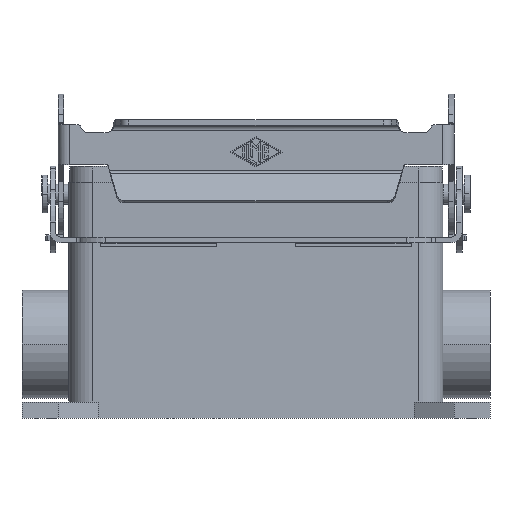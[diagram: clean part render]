
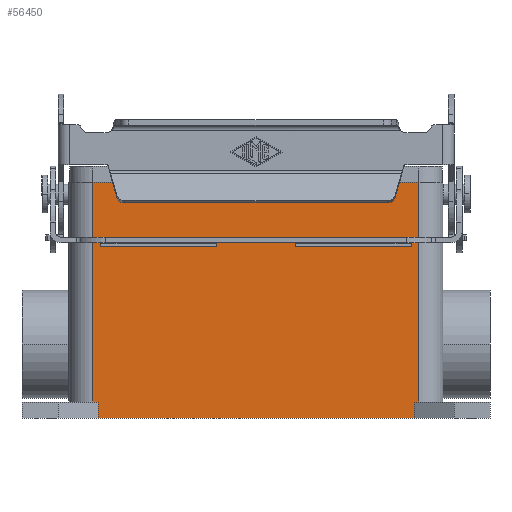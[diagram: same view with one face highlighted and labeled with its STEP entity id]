
A CAD part, front view. The second image highlights one B-rep face of the part: STEP entity #56450.
In plain terms, the highlighted planar face has unit normal (0, -1, 0).
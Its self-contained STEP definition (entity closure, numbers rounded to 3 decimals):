
#49990=CARTESIAN_POINT('',(-40.75,-22.25,3.));
#50000=VERTEX_POINT('',#49990);
#50030=CARTESIAN_POINT('',(-40.75,-22.25,-52.));
#50040=DIRECTION('',(0.,0.,1.));
#50050=VECTOR('',#50040,55.);
#50060=LINE('',#50030,#50050);
#50070=CARTESIAN_POINT('',(-40.75,-22.25,-52.));
#50080=VERTEX_POINT('',#50070);
#50090=EDGE_CURVE('',#50080,#50000,#50060,.T.);
#51090=CARTESIAN_POINT('',(40.75,-22.25,-52.));
#51100=DIRECTION('',(0.,0.,1.));
#51110=VECTOR('',#51100,55.);
#51120=LINE('',#51090,#51110);
#51130=CARTESIAN_POINT('',(40.75,-22.25,-52.));
#51140=VERTEX_POINT('',#51130);
#51150=CARTESIAN_POINT('',(40.75,-22.25,3.));
#51160=VERTEX_POINT('',#51150);
#51170=EDGE_CURVE('',#51140,#51160,#51120,.T.);
#51450=CARTESIAN_POINT('',(40.75,-22.25,3.));
#51460=DIRECTION('',(-1.,0.,0.));
#51470=VECTOR('',#51460,81.5);
#51480=LINE('',#51450,#51470);
#51490=EDGE_CURVE('',#51160,#50000,#51480,.T.);
#51810=CARTESIAN_POINT('',(-39.5,-22.25,-52.));
#51820=DIRECTION('',(-1.,0.,0.));
#51830=VECTOR('',#51820,1.25);
#51840=LINE('',#51810,#51830);
#51850=CARTESIAN_POINT('',(-39.5,-22.25,-52.));
#51860=VERTEX_POINT('',#51850);
#51870=EDGE_CURVE('',#51860,#50080,#51840,.T.);
#52910=CARTESIAN_POINT('',(39.5,-22.25,-52.));
#52920=VERTEX_POINT('',#52910);
#52950=CARTESIAN_POINT('',(40.75,-22.25,-52.));
#52960=DIRECTION('',(-1.,0.,0.));
#52970=VECTOR('',#52960,1.25);
#52980=LINE('',#52950,#52970);
#52990=EDGE_CURVE('',#51140,#52920,#52980,.T.);
#56040=CARTESIAN_POINT('',(39.5,-22.25,-56.));
#56050=VERTEX_POINT('',#56040);
#56080=CARTESIAN_POINT('',(39.5,-22.25,-56.));
#56090=DIRECTION('',(0.,0.,1.));
#56100=VECTOR('',#56090,4.);
#56110=LINE('',#56080,#56100);
#56120=EDGE_CURVE('',#56050,#52920,#56110,.T.);
#56180=CARTESIAN_POINT('',(39.5,-22.25,-56.));
#56190=DIRECTION('',(0.,-1.,0.));
#56200=DIRECTION('',(0.,0.,-1.));
#56210=AXIS2_PLACEMENT_3D('',#56180,#56190,#56200);
#56220=PLANE('',#56210);
#56230=ORIENTED_EDGE('',*,*,#51870,.F.);
#56240=ORIENTED_EDGE('',*,*,#50090,.F.);
#56250=ORIENTED_EDGE('',*,*,#51490,.T.);
#56260=ORIENTED_EDGE('',*,*,#51170,.T.);
#56270=ORIENTED_EDGE('',*,*,#52990,.F.);
#56280=ORIENTED_EDGE('',*,*,#56120,.T.);
#56290=CARTESIAN_POINT('',(39.5,-22.25,-56.));
#56300=DIRECTION('',(-1.,0.,0.));
#56310=VECTOR('',#56300,79.);
#56320=LINE('',#56290,#56310);
#56330=CARTESIAN_POINT('',(-39.5,-22.25,-56.));
#56340=VERTEX_POINT('',#56330);
#56350=EDGE_CURVE('',#56050,#56340,#56320,.T.);
#56360=ORIENTED_EDGE('',*,*,#56350,.F.);
#56370=CARTESIAN_POINT('',(-39.5,-22.25,-56.));
#56380=DIRECTION('',(0.,0.,1.));
#56390=VECTOR('',#56380,4.);
#56400=LINE('',#56370,#56390);
#56410=EDGE_CURVE('',#56340,#51860,#56400,.T.);
#56420=ORIENTED_EDGE('',*,*,#56410,.F.);
#56430=EDGE_LOOP('',(#56420,#56360,#56280,#56270,#56260,#56250,#56240,
#56230));
#56440=FACE_OUTER_BOUND('',#56430,.T.);
#56450=ADVANCED_FACE('',(#56440),#56220,.T.);
